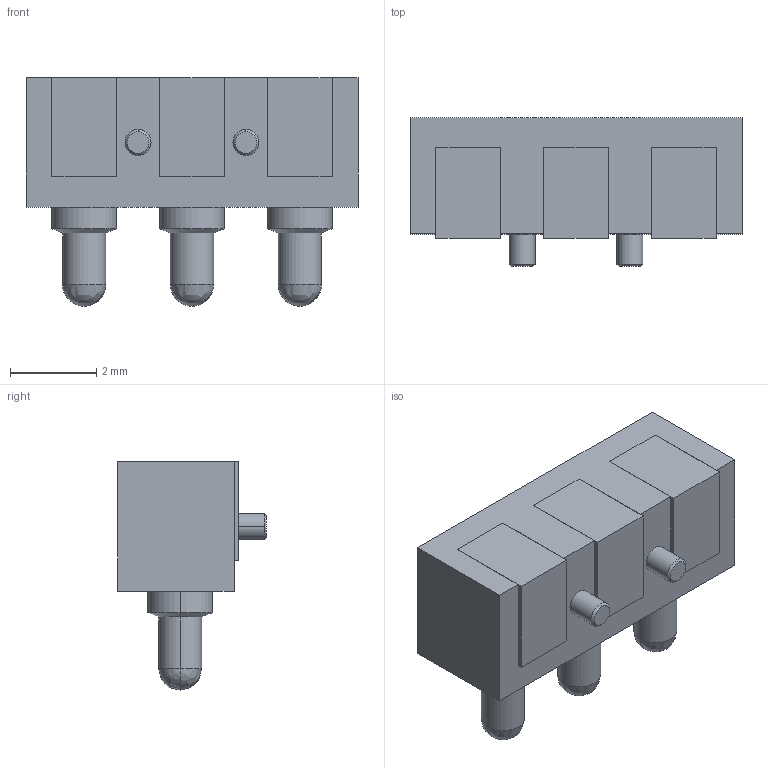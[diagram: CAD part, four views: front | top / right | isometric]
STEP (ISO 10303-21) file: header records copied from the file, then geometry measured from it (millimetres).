
FILE_DESCRIPTION (( 'STEP AP214' ), '1' );
FILE_NAME ('UEBK-12551.STEP', '2018-01-04T13:07:52', ( '' ), ( '' ), 'SwSTEP 2.0', 'SolidWorks 2017', '' );
FILE_SCHEMA (( 'AUTOMOTIVE_DESIGN' ));
Length unit declared in the file: millimetre
Products named in the file (3): UEBK-12551; Gehaeuse-12551; UEBK-12549
Assembly tree (4 placements, depth 2):
  UEBK-12551
    Gehaeuse-12551
    UEBK-12549  x3
Bounding box: 7.7 x 3.45 x 5.3 mm (x, y, z)
Volume: 70.5 mm3; surface area: 233 mm2
Topology: 4 solids, 4 shells, 88 faces, 207 edges, 114 vertices
Faces by surface type: plane 50, cylinder 22, cone 10, bspline 6
Entity records: 1750 total; most frequent: CARTESIAN_POINT 306, DIRECTION 296, ORIENTED_EDGE 266, EDGE_CURVE 133, AXIS2_PLACEMENT_3D 102, VECTOR 92, LINE 92, VERTEX_POINT 80
